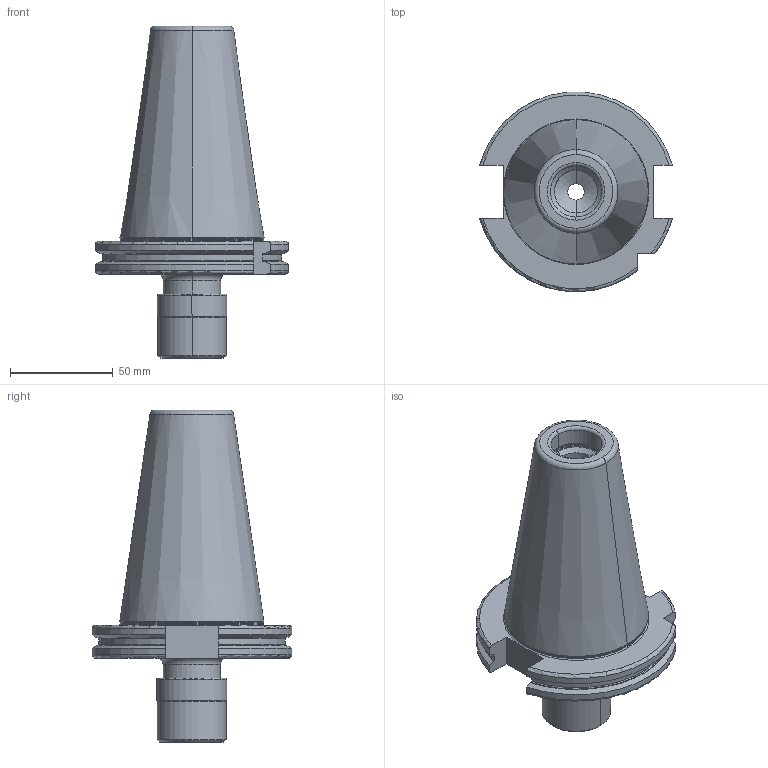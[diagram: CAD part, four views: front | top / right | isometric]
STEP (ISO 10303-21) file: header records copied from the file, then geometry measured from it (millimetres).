
FILE_DESCRIPTION((''),'2;1');
FILE_NAME('502_16_12_1','2020-10-08T',('104091'),(''),'CREO PARAMETRIC BY PTC INC, 2016260','CREO PARAMETRIC BY PTC INC, 2016260','');
FILE_SCHEMA(('CONFIG_CONTROL_DESIGN'));
Length unit declared in the file: millimetre
Products named in the file (1): 502_16_12_1
Bounding box: 94.05 x 97.31 x 161.75 mm (x, y, z)
Volume: 348166.5 mm3; surface area: 50940.1 mm2
Topology: 1 solids, 2 shells, 143 faces, 349 edges, 209 vertices
Faces by surface type: torus 42, cylinder 37, plane 30, cone 28, sphere 6
Entity records: 4536 total; most frequent: CARTESIAN_POINT 1126, DIRECTION 758, ORIENTED_EDGE 682, EDGE_CURVE 341, AXIS2_PLACEMENT_3D 321, VERTEX_POINT 209, CIRCLE 175, EDGE_LOOP 154
